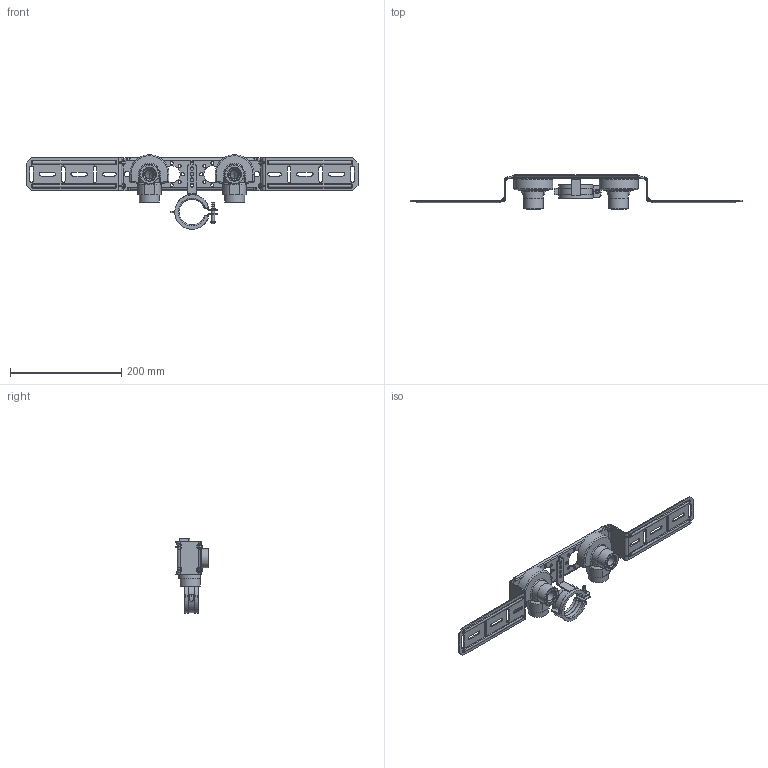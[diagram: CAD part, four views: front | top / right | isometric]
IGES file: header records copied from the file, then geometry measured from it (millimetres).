
Global section: file name: 632871; native system: Autodesk Inventor 2018; preprocessor: unknown; author: JANAN; date: 20210301.094045; units: millimetre
Bounding box: 597 x 61.09 x 133.97 mm (x, y, z)
Volume: 272041.5 mm3; surface area: 183998 mm2
Topology: 8 solids, 8 shells, 1489 faces, 3802 edges, 2311 vertices
Faces by surface type: bspline 1489
